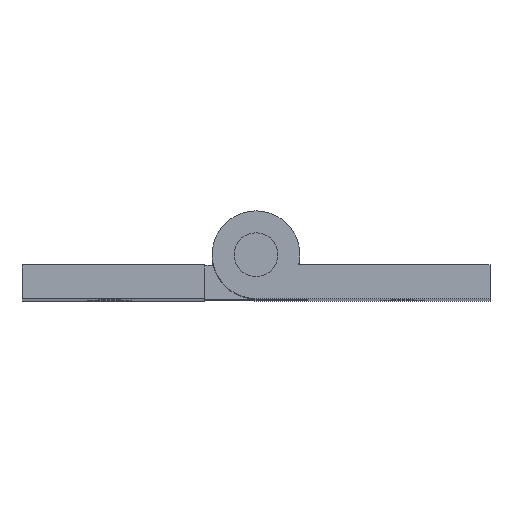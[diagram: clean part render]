
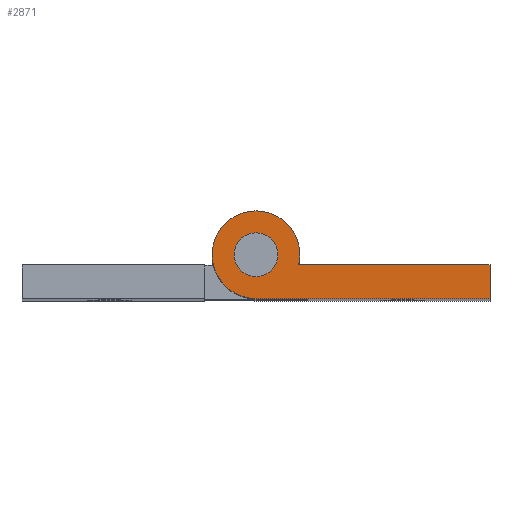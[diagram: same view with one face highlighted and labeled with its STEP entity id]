
A CAD part, top view. The second image highlights one B-rep face of the part: STEP entity #2871.
In plain terms, the highlighted planar face has unit normal (0, 0, 1).
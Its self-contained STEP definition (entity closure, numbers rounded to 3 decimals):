
#1562 = DIRECTION ( 'NONE',  ( 1., 0., 0. ) ) ;
#1563 = DIRECTION ( 'NONE',  ( 0., 0., 1. ) ) ;
#1564 = CARTESIAN_POINT ( 'NONE',  ( 0., 0., 50. ) ) ;
#1565 = AXIS2_PLACEMENT_3D ( 'NONE', #1564, #1563, #1562 ) ;
#1566 = CIRCLE ( 'NONE', #1565, 3. ) ;
#1567 = DIRECTION ( 'NONE',  ( 1., 0., 0. ) ) ;
#1568 = DIRECTION ( 'NONE',  ( 0., 0., 1. ) ) ;
#1569 = CARTESIAN_POINT ( 'NONE',  ( 0., 0., 50. ) ) ;
#1570 = AXIS2_PLACEMENT_3D ( 'NONE', #1569, #1568, #1567 ) ;
#1571 = PLANE ( 'NONE',  #1570 ) ;
#1572 = FACE_BOUND ( 'NONE', #2882, .T. ) ;
#1573 = FACE_OUTER_BOUND ( 'NONE', #2875, .T. ) ;
#1574 = DIRECTION ( 'NONE',  ( 1., 0., 0. ) ) ;
#1575 = VECTOR ( 'NONE', #1574, 1000. ) ;
#1576 = CARTESIAN_POINT ( 'NONE',  ( 0., -3., 50. ) ) ;
#1577 = LINE ( 'NONE', #1576, #1575 ) ;
#1578 = CARTESIAN_POINT ( 'NONE',  ( 2.917, -0.7, 50. ) ) ;
#1595 = CARTESIAN_POINT ( 'NONE',  ( 16., -3., 50. ) ) ;
#1596 = DIRECTION ( 'NONE',  ( 0., 1., 0. ) ) ;
#1597 = VECTOR ( 'NONE', #1596, 1000. ) ;
#1598 = CARTESIAN_POINT ( 'NONE',  ( 16., -3., 50. ) ) ;
#1599 = LINE ( 'NONE', #1598, #1597 ) ;
#1600 = CARTESIAN_POINT ( 'NONE',  ( 16., -0.7, 50. ) ) ;
#1612 = DIRECTION ( 'NONE',  ( -1., 0., 0. ) ) ;
#1613 = VECTOR ( 'NONE', #1612, 1000. ) ;
#1614 = CARTESIAN_POINT ( 'NONE',  ( 16., -0.7, 50. ) ) ;
#1615 = LINE ( 'NONE', #1614, #1613 ) ;
#1704 = DIRECTION ( 'NONE',  ( 1., 0., 0. ) ) ;
#1705 = DIRECTION ( 'NONE',  ( 0., 0., 1. ) ) ;
#1706 = CARTESIAN_POINT ( 'NONE',  ( 0., 0., 50. ) ) ;
#1707 = AXIS2_PLACEMENT_3D ( 'NONE', #1706, #1705, #1704 ) ;
#1708 = CIRCLE ( 'NONE', #1707, 1.5 ) ;
#1756 = DIRECTION ( 'NONE',  ( 1., 0., 0. ) ) ;
#1757 = DIRECTION ( 'NONE',  ( 0., 0., 1. ) ) ;
#1758 = CARTESIAN_POINT ( 'NONE',  ( 0., 0., 50. ) ) ;
#1759 = AXIS2_PLACEMENT_3D ( 'NONE', #1758, #1757, #1756 ) ;
#1760 = CIRCLE ( 'NONE', #1759, 3. ) ;
#1761 = CARTESIAN_POINT ( 'NONE',  ( 0., -3., 50. ) ) ;
#1762 = DIRECTION ( 'NONE',  ( 1., 0., 0. ) ) ;
#1763 = DIRECTION ( 'NONE',  ( 0., 0., 1. ) ) ;
#1764 = CARTESIAN_POINT ( 'NONE',  ( 0., 0., 50. ) ) ;
#1765 = AXIS2_PLACEMENT_3D ( 'NONE', #1764, #1763, #1762 ) ;
#1766 = CIRCLE ( 'NONE', #1765, 1.5 ) ;
#1777 = CARTESIAN_POINT ( 'NONE',  ( 1.5, 0., 50. ) ) ;
#1787 = CARTESIAN_POINT ( 'NONE',  ( 3., 0., 50. ) ) ;
#1788 = CARTESIAN_POINT ( 'NONE',  ( -1.5, 0., 50. ) ) ;
#1802 = CARTESIAN_POINT ( 'NONE',  ( -3., 0., 50. ) ) ;
#1826 = DIRECTION ( 'NONE',  ( 1., 0., 0. ) ) ;
#1827 = DIRECTION ( 'NONE',  ( 0., 0., 1. ) ) ;
#1828 = CARTESIAN_POINT ( 'NONE',  ( 0., 0., 50. ) ) ;
#1829 = AXIS2_PLACEMENT_3D ( 'NONE', #1828, #1827, #1826 ) ;
#1830 = CIRCLE ( 'NONE', #1829, 3. ) ;
#2865 = VERTEX_POINT ( 'NONE', #1578 ) ;
#2866 = ORIENTED_EDGE ( 'NONE', *, *, #3008, .T. ) ;
#2867 = EDGE_CURVE ( 'NONE', #2976, #2892, #1577, .T. ) ;
#2868 = ORIENTED_EDGE ( 'NONE', *, *, #2977, .T. ) ;
#2870 = ORIENTED_EDGE ( 'NONE', *, *, #2867, .T. ) ;
#2871 = ADVANCED_FACE ( 'NONE', ( #1573, #1572 ), #1571, .T. ) ;
#2872 = EDGE_CURVE ( 'NONE', #2865, #2995, #1566, .T. ) ;
#2874 = ORIENTED_EDGE ( 'NONE', *, *, #2872, .T. ) ;
#2875 = EDGE_LOOP ( 'NONE', ( #2874, #2866, #2868, #2870, #2891, #2884 ) ) ;
#2882 = EDGE_LOOP ( 'NONE', ( #2888, #2939 ) ) ;
#2883 = EDGE_CURVE ( 'NONE', #2889, #2865, #1615, .T. ) ;
#2884 = ORIENTED_EDGE ( 'NONE', *, *, #2883, .T. ) ;
#2888 = ORIENTED_EDGE ( 'NONE', *, *, #2970, .F. ) ;
#2889 = VERTEX_POINT ( 'NONE', #1600 ) ;
#2890 = EDGE_CURVE ( 'NONE', #2892, #2889, #1599, .T. ) ;
#2891 = ORIENTED_EDGE ( 'NONE', *, *, #2890, .T. ) ;
#2892 = VERTEX_POINT ( 'NONE', #1595 ) ;
#2937 = EDGE_CURVE ( 'NONE', #2967, #2994, #1708, .T. ) ;
#2939 = ORIENTED_EDGE ( 'NONE', *, *, #2937, .F. ) ;
#2967 = VERTEX_POINT ( 'NONE', #1777 ) ;
#2970 = EDGE_CURVE ( 'NONE', #2994, #2967, #1766, .T. ) ;
#2976 = VERTEX_POINT ( 'NONE', #1761 ) ;
#2977 = EDGE_CURVE ( 'NONE', #2986, #2976, #1760, .T. ) ;
#2986 = VERTEX_POINT ( 'NONE', #1802 ) ;
#2994 = VERTEX_POINT ( 'NONE', #1788 ) ;
#2995 = VERTEX_POINT ( 'NONE', #1787 ) ;
#3008 = EDGE_CURVE ( 'NONE', #2995, #2986, #1830, .T. ) ;
